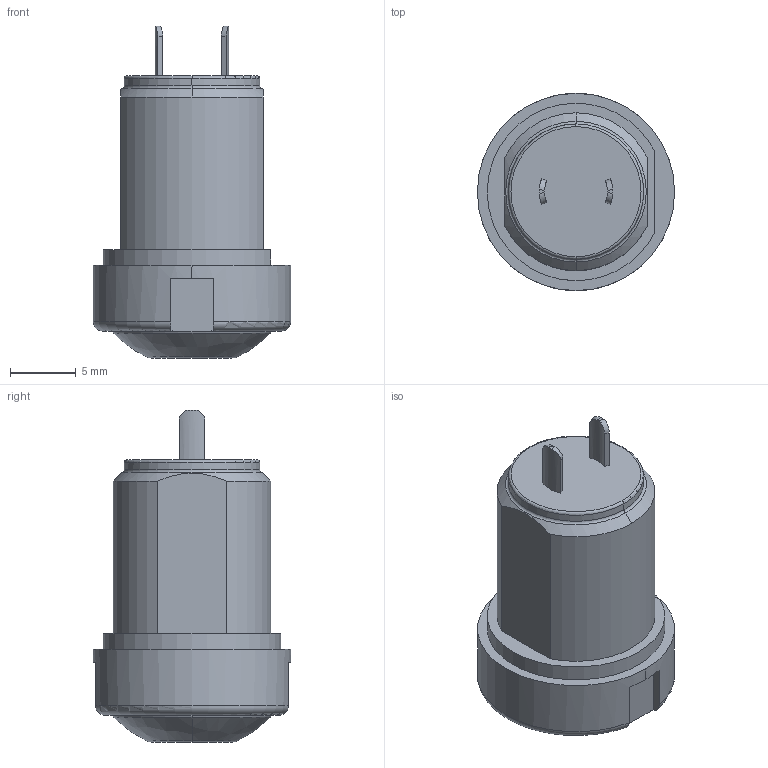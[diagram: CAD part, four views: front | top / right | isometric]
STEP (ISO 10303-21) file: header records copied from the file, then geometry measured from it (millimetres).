
FILE_DESCRIPTION((''),'2;1');
FILE_NAME('ILR3SAD2X1242_SW0001','2014-12-23T',('brevel'),(''),'PRO/ENGINEER BY PARAMETRIC TECHNOLOGY CORPORATION, 2013410','PRO/ENGINEER BY PARAMETRIC TECHNOLOGY CORPORATION, 2013410','');
FILE_SCHEMA(('CONFIG_CONTROL_DESIGN'));
Length unit declared in the file: millimetre
Products named in the file (1): ILR3SAD2X1242_SW0001
Bounding box: 15 x 15 x 25.25 mm (x, y, z)
Surface area: 1526.5 mm2 (no closed solid volume)
Topology: 0 solids, 6 shells, 52 faces, 134 edges, 87 vertices
Faces by surface type: plane 21, cylinder 15, torus 10, cone 2, bspline 2, sphere 2
Entity records: 1790 total; most frequent: CARTESIAN_POINT 503, DIRECTION 276, ORIENTED_EDGE 244, EDGE_CURVE 132, AXIS2_PLACEMENT_3D 112, VERTEX_POINT 87, CIRCLE 62, VECTOR 52
